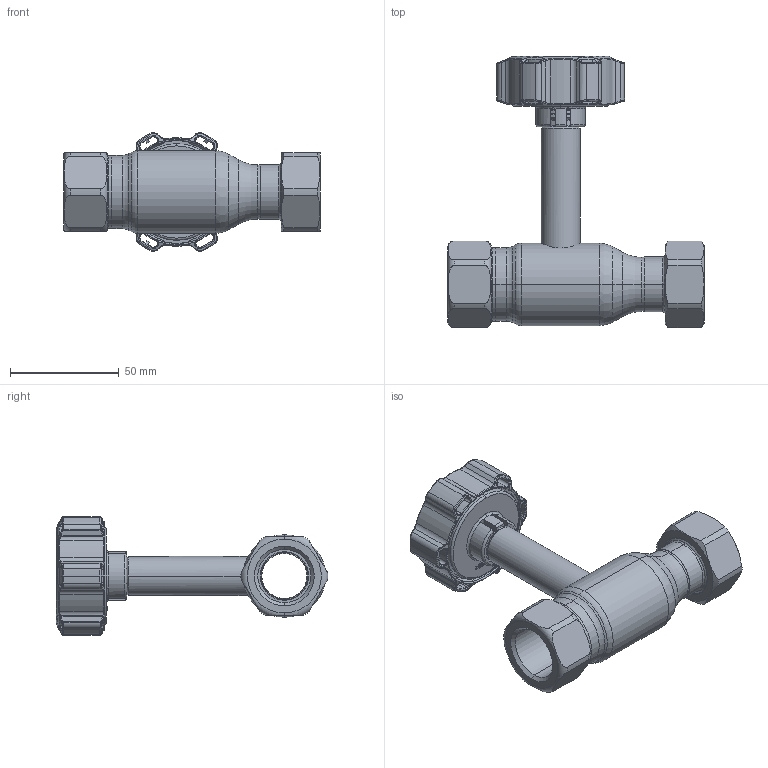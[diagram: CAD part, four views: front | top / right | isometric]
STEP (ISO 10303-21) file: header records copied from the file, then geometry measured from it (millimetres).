
FILE_DESCRIPTION (( 'STEP AP214' ), '1' );
FILE_NAME ('2020002201-0200.step', '2023-12-18T10:03:23', ( '' ), ( '' ), 'SwSTEP 2.0', 'SolidWorks 2021', '' );
FILE_SCHEMA (( 'AUTOMOTIVE_DESIGN' ));
Length unit declared in the file: millimetre
Products named in the file (1): 2020002201-0200
Bounding box: 118.1 x 125.09 x 54.57 mm (x, y, z)
Surface area: 37550.5 mm2 (no closed solid volume)
Topology: 0 solids, 11 shells, 551 faces, 1572 edges, 1016 vertices
Faces by surface type: bspline 167, cylinder 148, plane 93, torus 87, cone 56
Entity records: 33650 total; most frequent: CARTESIAN_POINT 14745, ORIENTED_EDGE 2824, DIRECTION 2316, EDGE_CURVE 1572, VERTEX_POINT 1016, AXIS2_PLACEMENT_3D 941, EDGE_LOOP 588, CIRCLE 556
